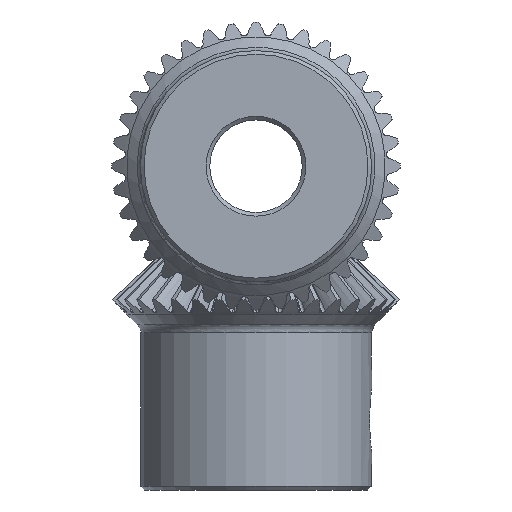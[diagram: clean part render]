
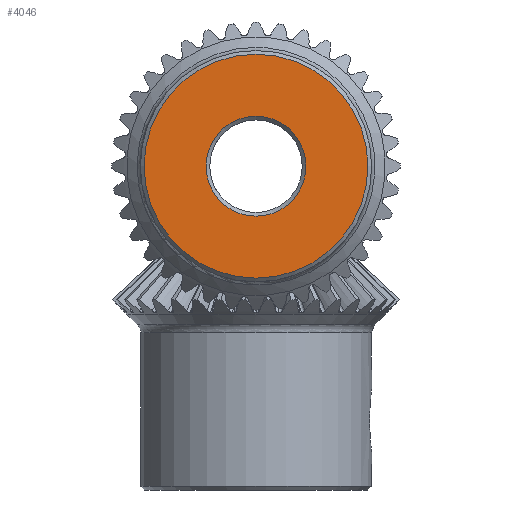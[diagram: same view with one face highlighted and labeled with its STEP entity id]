
A CAD part, left-side view. The second image highlights one B-rep face of the part: STEP entity #4046.
In plain terms, the highlighted planar face has unit normal (-1, 0, 0).
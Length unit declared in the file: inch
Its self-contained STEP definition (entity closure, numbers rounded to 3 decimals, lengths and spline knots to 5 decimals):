
#28 = EDGE_LOOP ( 'NONE', ( #8227 ) ) ;
#1570 = CARTESIAN_POINT ( 'NONE',  ( 0., 0., 0. ) ) ;
#1571 = DIRECTION ( 'NONE',  ( -1., 0., 0. ) ) ;
#1572 = DIRECTION ( 'NONE',  ( 0., 0., 1. ) ) ;
#1574 = CARTESIAN_POINT ( 'NONE',  ( 0., 0., 0. ) ) ;
#1575 = DIRECTION ( 'NONE',  ( 1., 0., 0. ) ) ;
#1576 = DIRECTION ( 'NONE',  ( 0., 0., 1. ) ) ;
#2078 = CARTESIAN_POINT ( 'NONE',  ( 0., 0., 0. ) ) ;
#2086 = PLANE ( 'NONE',  #10650 ) ;
#2088 = DIRECTION ( 'NONE',  ( -1., 0., 0. ) ) ;
#2089 = DIRECTION ( 'NONE',  ( 0., -0.087, 0.996 ) ) ;
#3999 = EDGE_CURVE ( 'NONE', #13378, #13378, #11066, .T. ) ;
#4000 = EDGE_CURVE ( 'NONE', #13379, #13379, #11068, .T. ) ;
#4046 = ADVANCED_FACE ( 'NONE', ( #11124, #11115 ), #2086, .T. ) ;
#8225 = ORIENTED_EDGE ( 'NONE', *, *, #3999, .T. ) ;
#8227 = ORIENTED_EDGE ( 'NONE', *, *, #4000, .T. ) ;
#10638 = AXIS2_PLACEMENT_3D ( 'NONE', #1570, #1571, #1572 ) ;
#10639 = AXIS2_PLACEMENT_3D ( 'NONE', #1574, #1575, #1576 ) ;
#10650 = AXIS2_PLACEMENT_3D ( 'NONE', #2078, #2088, #2089 ) ;
#11066 = CIRCLE ( 'NONE', #10638, 0.15125 ) ;
#11068 = CIRCLE ( 'NONE', #10639, 0.0675 ) ;
#11115 = FACE_BOUND ( 'NONE', #28, .T. ) ;
#11124 = FACE_OUTER_BOUND ( 'NONE', #12464, .T. ) ;
#12464 = EDGE_LOOP ( 'NONE', ( #8225 ) ) ;
#13242 = CARTESIAN_POINT ( 'NONE',  ( 0., 0., 0.15125 ) ) ;
#13243 = CARTESIAN_POINT ( 'NONE',  ( 0., 0., 0.0675 ) ) ;
#13378 = VERTEX_POINT ( 'NONE', #13242 ) ;
#13379 = VERTEX_POINT ( 'NONE', #13243 ) ;
